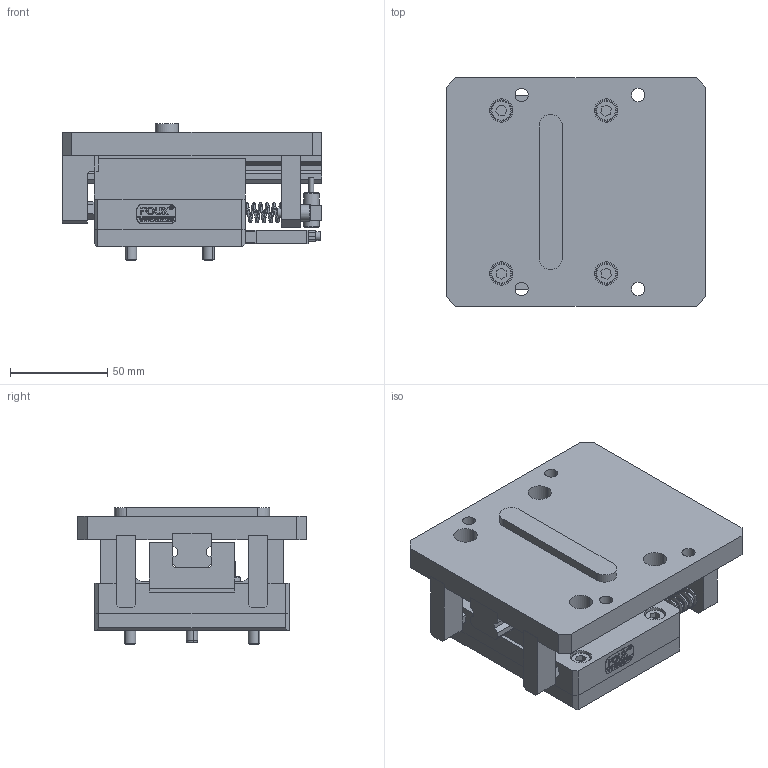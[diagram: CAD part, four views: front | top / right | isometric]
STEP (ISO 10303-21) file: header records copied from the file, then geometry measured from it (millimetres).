
FILE_DESCRIPTION (( 'STEP AP203' ), '1' );
FILE_NAME ('HT-HE40.STEP', '2026-03-23T08:23:27', ( 'USER-' ), ( 'Microsoft' ), 'SwSTEP 2.0', 'SolidWorks 2018', '' );
FILE_SCHEMA (( 'CONFIG_CONTROL_DESIGN' ));
Length unit declared in the file: millimetre
Products named in the file (20): HGH20CA賑輸; HT-E40-G-06覜聆假蚾极; 内六角圆柱头螺钉[GBT70_1-2008][M2.5×8]_M2.5×8; HT-E40-G-05 蛌薊啣; HGH20 賑寢; 圆柱销_A型[GBT119-2000][6×20]_6×20; HT-E40-G-04 綴結遺; HT-E40-G-07 絳砃沭; 羲壽標釱S; HT-E40-G-03 ヶ癹弇輸; HT-E40-G-01 賑寢薊极1; 内六角圆柱头螺钉[GBT70_1-2008][M6×16]_M6×16; 8-18換覜ん; TY-M2.5-002 晚假蚾輸2; HT-HE40; M5x12蹟隊; 10x35耀撿粟銅; HT-E40-G-02 賑輸薊极; M5鞠褒芛蹟邡; 20x10-R3
Assembly tree (32 placements, depth 2):
  HT-HE40
    HT-E40-G-01 賑寢薊极1
    HGH20 賑寢
    HGH20CA賑輸
    HT-E40-G-02 賑輸薊极
    HT-E40-G-04 綴結遺
    HT-E40-G-03 ヶ癹弇輸  x2
    M5鞠褒芛蹟邡  x2
    HT-E40-G-07 絳砃沭
    HT-E40-G-05 蛌薊啣
    HT-E40-G-06覜聆假蚾极
    羲壽標釱S
    8-18換覜ん
    10x35耀撿粟銅  x2
    M5x12蹟隊  x2
    20x10-R3
    内六角圆柱头螺钉[GBT70_1-2008][M6×16]_M6×16  x8
    圆柱销_A型[GBT119-2000][6×20]_6×20  x2
    TY-M2.5-002 晚假蚾輸2
    内六角圆柱头螺钉[GBT70_1-2008][M2.5×8]_M2.5×8  x2
Bounding box: 134 x 118 x 70.5 mm (x, y, z)
Volume: 496031.1 mm3; surface area: 141804.9 mm2
Topology: 32 solids, 34 shells, 1118 faces, 2831 edges, 1842 vertices
Faces by surface type: plane 588, cylinder 263, bspline 163, cone 60, torus 44
Entity records: 37336 total; most frequent: CARTESIAN_POINT 13221, ORIENTED_EDGE 4680, DIRECTION 4054, EDGE_CURVE 2340, VERTEX_POINT 1549, LINE 1546, VECTOR 1546, AXIS2_PLACEMENT_3D 1254
